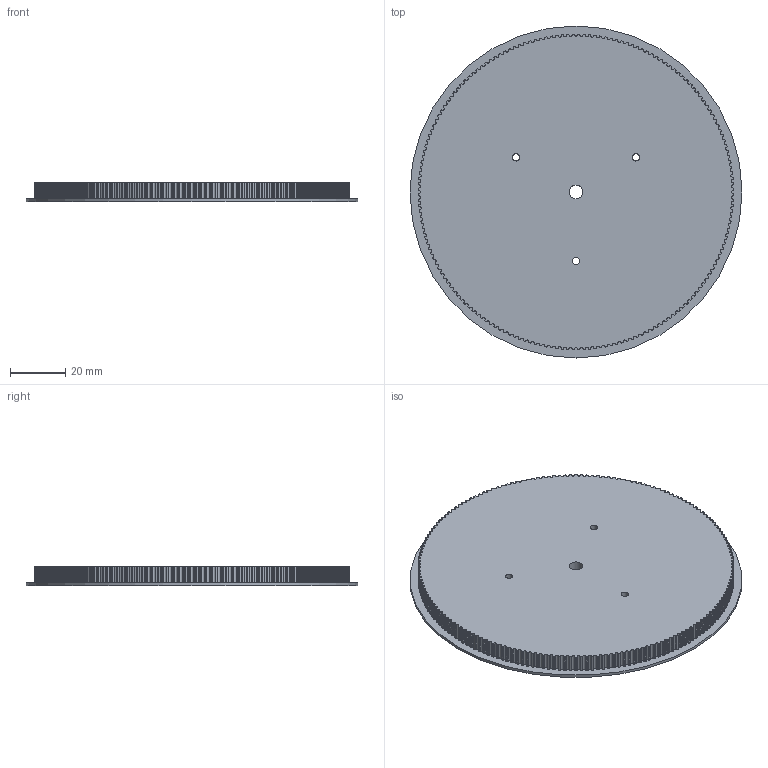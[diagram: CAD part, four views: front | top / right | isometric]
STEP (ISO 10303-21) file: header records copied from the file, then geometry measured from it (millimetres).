
FILE_DESCRIPTION(/* description */ ('Unknown'),/* implementation_level */ '2;1');
FILE_NAME(/* name */ '180_teeth_lip_cutout_02',/* time_stamp */ '2023-04-11T07:49:53+01:00',/* author */ ('Unknown'),/* organization */ ('Unknown'),/* preprocessor_version */ 'ST-DEVELOPER v18.102',/* originating_system */ 'Solid Edge',/* authorisation */ 'Unknown');
FILE_SCHEMA (('AUTOMOTIVE_DESIGN {1 0 10303 214 3 1 1}'));
Length unit declared in the file: millimetre
Products named in the file (1): 180_teeth_lip_cutout_02
Bounding box: 120 x 120 x 7 mm (x, y, z)
Volume: 71603.1 mm3; surface area: 26302.9 mm2
Topology: 1 solids, 1 shells, 1088 faces, 3258 edges, 2173 vertices
Faces by surface type: cylinder 1085, plane 3
Full cylindrical faces by diameter (mm): 2.65 x3, 5 x1, 120 x1
Entity records: 38030 total; most frequent: DIRECTION 7598, CARTESIAN_POINT 6509, ORIENTED_EDGE 6500, AXIS2_PLACEMENT_3D 3259, EDGE_CURVE 3250, VERTEX_POINT 2170, CIRCLE 2170, EDGE_LOOP 1102
